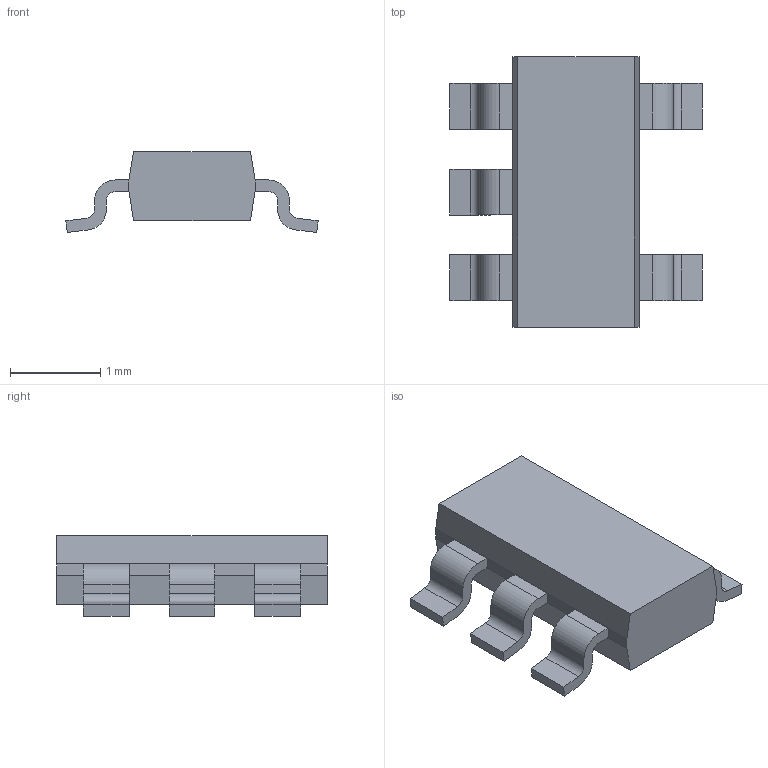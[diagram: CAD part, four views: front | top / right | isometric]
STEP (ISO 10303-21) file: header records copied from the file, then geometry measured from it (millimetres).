
FILE_DESCRIPTION((''),'2;1');
FILE_NAME('SOT95P280X90-5N.stp','2014-06-19T14:22:08',(''),(''),'Mechanical Desktop 2011','Mechanical Desktop 2011',', , ');
FILE_SCHEMA(('AUTOMOTIVE_DESIGN { 1 2 10303 214 1 1 1 1 }'));
Length unit declared in the file: millimetre
Products named in the file (1): Product
Bounding box: 2.8 x 3 x 0.9 mm (x, y, z)
Volume: 3.5 mm3; surface area: 21.5 mm2
Topology: 6 solids, 6 shells, 80 faces, 204 edges, 136 vertices
Faces by surface type: plane 45, bspline 27, cylinder 8
Entity records: 2611 total; most frequent: CARTESIAN_POINT 670, ORIENTED_EDGE 408, DIRECTION 352, EDGE_CURVE 204, VECTOR 164, LINE 164, VERTEX_POINT 136, AXIS2_PLACEMENT_3D 94
